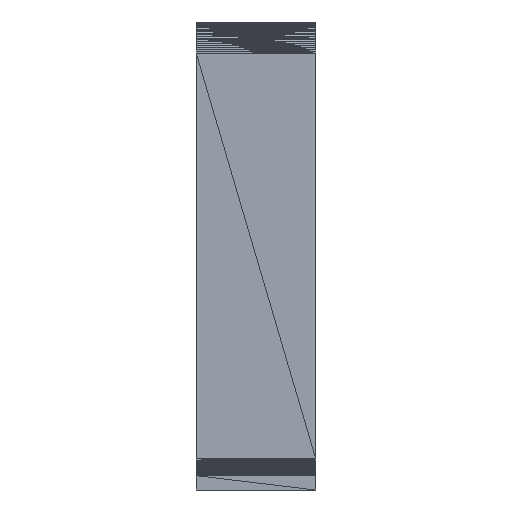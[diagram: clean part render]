
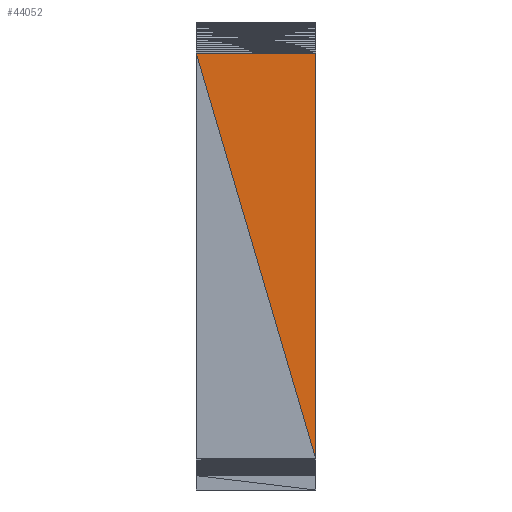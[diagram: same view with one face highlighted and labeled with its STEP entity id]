
A CAD part, left-side view. The second image highlights one B-rep face of the part: STEP entity #44052.
In plain terms, the highlighted planar face has unit normal (1, 0, 0).
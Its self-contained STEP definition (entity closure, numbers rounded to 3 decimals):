
#43580 = VERTEX_POINT('',#43581);
#43581 = CARTESIAN_POINT('',(-76.6,5.,36.6));
#43814 = PLANE('',#43815);
#43815 = AXIS2_PLACEMENT_3D('',#43816,#43817,#43818);
#43816 = CARTESIAN_POINT('',(-75.4,-5.,36.6));
#43817 = DIRECTION('',(0.,0.,-1.));
#43818 = DIRECTION('',(-1.,0.,0.));
#43910 = EDGE_CURVE('',#43911,#43580,#43913,.T.);
#43911 = VERTEX_POINT('',#43912);
#43912 = CARTESIAN_POINT('',(-76.6,-5.,36.6));
#43913 = SURFACE_CURVE('',#43914,(#43918,#43925),.PCURVE_S1.);
#43914 = LINE('',#43915,#43916);
#43915 = CARTESIAN_POINT('',(-76.6,-5.,36.6));
#43916 = VECTOR('',#43917,1.);
#43917 = DIRECTION('',(0.,1.,0.));
#43918 = PCURVE('',#43814,#43919);
#43919 = DEFINITIONAL_REPRESENTATION('',(#43920),#43924);
#43920 = LINE('',#43921,#43922);
#43921 = CARTESIAN_POINT('',(1.2,0.));
#43922 = VECTOR('',#43923,1.);
#43923 = DIRECTION('',(0.,1.));
#43924 = ( GEOMETRIC_REPRESENTATION_CONTEXT(2) 
PARAMETRIC_REPRESENTATION_CONTEXT() REPRESENTATION_CONTEXT('2D SPACE',''
  ) );
#43925 = PCURVE('',#43926,#43931);
#43926 = PLANE('',#43927);
#43927 = AXIS2_PLACEMENT_3D('',#43928,#43929,#43930);
#43928 = CARTESIAN_POINT('',(-76.6,5.,36.6));
#43929 = DIRECTION('',(1.,0.,0.));
#43930 = DIRECTION('',(0.,0.,1.));
#43931 = DEFINITIONAL_REPRESENTATION('',(#43932),#43936);
#43932 = LINE('',#43933,#43934);
#43933 = CARTESIAN_POINT('',(0.,10.));
#43934 = VECTOR('',#43935,1.);
#43935 = DIRECTION('',(0.,-1.));
#43936 = ( GEOMETRIC_REPRESENTATION_CONTEXT(2) 
PARAMETRIC_REPRESENTATION_CONTEXT() REPRESENTATION_CONTEXT('2D SPACE',''
  ) );
#43952 = PLANE('',#43953);
#43953 = AXIS2_PLACEMENT_3D('',#43954,#43955,#43956);
#43954 = CARTESIAN_POINT('',(-76.6,-5.,2.6));
#43955 = DIRECTION('',(0.,1.,0.));
#43956 = DIRECTION('',(0.,0.,1.));
#44040 = PLANE('',#44041);
#44041 = AXIS2_PLACEMENT_3D('',#44042,#44043,#44044);
#44042 = CARTESIAN_POINT('',(-76.6,-5.,2.6));
#44043 = DIRECTION('',(1.,0.,0.));
#44044 = DIRECTION('',(0.,0.,1.));
#44052 = ADVANCED_FACE('',(#44053),#43926,.T.);
#44053 = FACE_BOUND('',#44054,.F.);
#44054 = EDGE_LOOP('',(#44055,#44078,#44099));
#44055 = ORIENTED_EDGE('',*,*,#44056,.F.);
#44056 = EDGE_CURVE('',#44057,#43580,#44059,.T.);
#44057 = VERTEX_POINT('',#44058);
#44058 = CARTESIAN_POINT('',(-76.6,-5.,2.6));
#44059 = SURFACE_CURVE('',#44060,(#44064,#44071),.PCURVE_S1.);
#44060 = LINE('',#44061,#44062);
#44061 = CARTESIAN_POINT('',(-76.6,-5.,2.6));
#44062 = VECTOR('',#44063,1.);
#44063 = DIRECTION('',(0.,0.282,0.959));
#44064 = PCURVE('',#43926,#44065);
#44065 = DEFINITIONAL_REPRESENTATION('',(#44066),#44070);
#44066 = LINE('',#44067,#44068);
#44067 = CARTESIAN_POINT('',(-34.,10.));
#44068 = VECTOR('',#44069,1.);
#44069 = DIRECTION('',(0.959,-0.282));
#44070 = ( GEOMETRIC_REPRESENTATION_CONTEXT(2) 
PARAMETRIC_REPRESENTATION_CONTEXT() REPRESENTATION_CONTEXT('2D SPACE',''
  ) );
#44071 = PCURVE('',#44040,#44072);
#44072 = DEFINITIONAL_REPRESENTATION('',(#44073),#44077);
#44073 = LINE('',#44074,#44075);
#44074 = CARTESIAN_POINT('',(0.,0.));
#44075 = VECTOR('',#44076,1.);
#44076 = DIRECTION('',(0.959,-0.282));
#44077 = ( GEOMETRIC_REPRESENTATION_CONTEXT(2) 
PARAMETRIC_REPRESENTATION_CONTEXT() REPRESENTATION_CONTEXT('2D SPACE',''
  ) );
#44078 = ORIENTED_EDGE('',*,*,#44079,.F.);
#44079 = EDGE_CURVE('',#43911,#44057,#44080,.T.);
#44080 = SURFACE_CURVE('',#44081,(#44085,#44092),.PCURVE_S1.);
#44081 = LINE('',#44082,#44083);
#44082 = CARTESIAN_POINT('',(-76.6,-5.,36.6));
#44083 = VECTOR('',#44084,1.);
#44084 = DIRECTION('',(0.,0.,-1.));
#44085 = PCURVE('',#43926,#44086);
#44086 = DEFINITIONAL_REPRESENTATION('',(#44087),#44091);
#44087 = LINE('',#44088,#44089);
#44088 = CARTESIAN_POINT('',(0.,10.));
#44089 = VECTOR('',#44090,1.);
#44090 = DIRECTION('',(-1.,0.));
#44091 = ( GEOMETRIC_REPRESENTATION_CONTEXT(2) 
PARAMETRIC_REPRESENTATION_CONTEXT() REPRESENTATION_CONTEXT('2D SPACE',''
  ) );
#44092 = PCURVE('',#43952,#44093);
#44093 = DEFINITIONAL_REPRESENTATION('',(#44094),#44098);
#44094 = LINE('',#44095,#44096);
#44095 = CARTESIAN_POINT('',(34.,0.));
#44096 = VECTOR('',#44097,1.);
#44097 = DIRECTION('',(-1.,0.));
#44098 = ( GEOMETRIC_REPRESENTATION_CONTEXT(2) 
PARAMETRIC_REPRESENTATION_CONTEXT() REPRESENTATION_CONTEXT('2D SPACE',''
  ) );
#44099 = ORIENTED_EDGE('',*,*,#43910,.T.);
